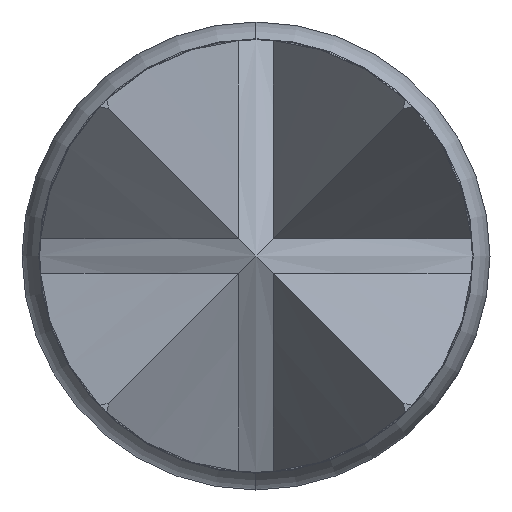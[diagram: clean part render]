
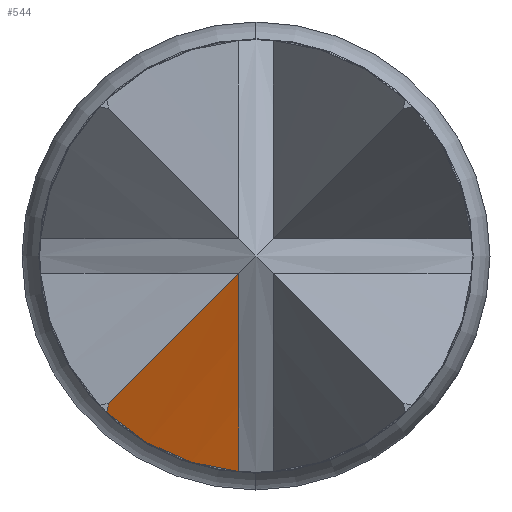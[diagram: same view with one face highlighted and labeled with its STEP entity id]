
A CAD part, left-side view. The second image highlights one B-rep face of the part: STEP entity #544.
In plain terms, the highlighted free-form (B-spline) face has degree [1, 3] with [2, 4] control points.
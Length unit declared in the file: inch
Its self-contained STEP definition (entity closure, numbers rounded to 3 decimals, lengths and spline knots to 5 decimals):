
#13 = EDGE_CURVE ( 'NONE', #1118, #1461, #1328, .T. ) ;
#23 = EDGE_CURVE ( 'NONE', #1593, #1461, #2200, .T. ) ;
#35 = EDGE_CURVE ( 'NONE', #94, #1593, #42, .T. ) ;
#42 = B_SPLINE_CURVE_WITH_KNOTS ( 'NONE', 3,
 ( #1821, #710, #1749, #1772 ),
 .UNSPECIFIED., .F., .F.,
 ( 4, 4 ),
 ( 0.00034, 0.00037 ),
 .UNSPECIFIED. ) ;
#56 = ORIENTED_EDGE ( 'NONE', *, *, #13, .T. ) ;
#94 = VERTEX_POINT ( 'NONE', #1725 ) ;
#123 = CARTESIAN_POINT ( 'NONE',  ( -0.31, 0.01689, -0.01689 ) ) ;
#171 = CARTESIAN_POINT ( 'NONE',  ( -0.28921, 0.002, -0.002 ) ) ;
#192 = CARTESIAN_POINT ( 'NONE',  ( -0.30901, 0.01618, -0.01618 ) ) ;
#266 = FACE_OUTER_BOUND ( 'NONE', #1243, .T. ) ;
#288 = CARTESIAN_POINT ( 'NONE',  ( -0.28197, 0.00392, -0.02456 ) ) ;
#369 = AXIS2_PLACEMENT_3D ( 'NONE', #2124, #2159, #2102 ) ;
#383 = CARTESIAN_POINT ( 'NONE',  ( -0.30858, 0.01658, -0.01853 ) ) ;
#384 = CARTESIAN_POINT ( 'NONE',  ( -0.2783, 0.002, -0.02477 ) ) ;
#418 = EDGE_CURVE ( 'NONE', #1118, #94, #1395, .T. ) ;
#512 = CARTESIAN_POINT ( 'NONE',  ( -0.31, 0.01689, -0.01689 ) ) ;
#544 = ADVANCED_FACE ( 'NONE', ( #266 ), #775, .T. ) ;
#563 = CARTESIAN_POINT ( 'NONE',  ( -0.28013, 0.00297, -0.02469 ) ) ;
#648 = CARTESIAN_POINT ( 'NONE',  ( -0.29666, 0.0112, -0.0222 ) ) ;
#710 = CARTESIAN_POINT ( 'NONE',  ( -0.31, 0.01708, -0.0176 ) ) ;
#744 = CARTESIAN_POINT ( 'NONE',  ( -0.30209, 0.01122, -0.01122 ) ) ;
#748 = CARTESIAN_POINT ( 'NONE',  ( -0.30704, 0.01477, -0.01477 ) ) ;
#775 =( BOUNDED_SURFACE ( )  B_SPLINE_SURFACE ( 1, 3, ( 
 ( #1276, #1304, #1306, #1308 ),
 ( #1309, #1313, #1314, #1317 ) ),
 .UNSPECIFIED., .F., .F., .T. ) 
 B_SPLINE_SURFACE_WITH_KNOTS ( ( 2, 2 ),
 ( 4, 4 ),
 ( 0., 1. ),
 ( 0., 1. ),
 .UNSPECIFIED. ) 
 GEOMETRIC_REPRESENTATION_ITEM ( )  RATIONAL_B_SPLINE_SURFACE ( (
 ( 1., 1., 1., 1.),
 ( 1., 1., 1., 1.) ) ) 
 REPRESENTATION_ITEM ( '' )  SURFACE ( )  );
#811 = CARTESIAN_POINT ( 'NONE',  ( -0.2838, 0.00486, -0.02437 ) ) ;
#830 = CARTESIAN_POINT ( 'NONE',  ( -0.28564, 0.0058, -0.02418 ) ) ;
#840 = CARTESIAN_POINT ( 'NONE',  ( -0.28748, 0.00673, -0.02394 ) ) ;
#870 = CARTESIAN_POINT ( 'NONE',  ( -0.29849, 0.01206, -0.02175 ) ) ;
#874 = CARTESIAN_POINT ( 'NONE',  ( -0.30031, 0.0129, -0.02124 ) ) ;
#875 = CARTESIAN_POINT ( 'NONE',  ( -0.30212, 0.01373, -0.02073 ) ) ;
#877 = CARTESIAN_POINT ( 'NONE',  ( -0.30392, 0.01455, -0.02017 ) ) ;
#878 = CARTESIAN_POINT ( 'NONE',  ( -0.30571, 0.01533, -0.01956 ) ) ;
#883 = CARTESIAN_POINT ( 'NONE',  ( -0.30715, 0.01596, -0.01906 ) ) ;
#891 = CARTESIAN_POINT ( 'NONE',  ( -0.31, 0.01717, -0.01796 ) ) ;
#918 = CARTESIAN_POINT ( 'NONE',  ( -0.28932, 0.00764, -0.02365 ) ) ;
#1047 = CARTESIAN_POINT ( 'NONE',  ( -0.29115, 0.00855, -0.02335 ) ) ;
#1118 = VERTEX_POINT ( 'NONE', #1994 ) ;
#1180 = CARTESIAN_POINT ( 'NONE',  ( -0.29299, 0.00945, -0.023 ) ) ;
#1243 = EDGE_LOOP ( 'NONE', ( #2241, #56, #1839, #1953 ) ) ;
#1276 = CARTESIAN_POINT ( 'NONE',  ( -0.30002, 0.01727, -0.0399 ) ) ;
#1304 = CARTESIAN_POINT ( 'NONE',  ( -0.30327, 0.01727, -0.0322 ) ) ;
#1306 = CARTESIAN_POINT ( 'NONE',  ( -0.30679, 0.01727, -0.02462 ) ) ;
#1308 = CARTESIAN_POINT ( 'NONE',  ( -0.31058, 0.01727, -0.01716 ) ) ;
#1309 = CARTESIAN_POINT ( 'NONE',  ( -0.27824, 0.002, -0.02492 ) ) ;
#1313 = CARTESIAN_POINT ( 'NONE',  ( -0.28184, 0.002, -0.0167 ) ) ;
#1314 = CARTESIAN_POINT ( 'NONE',  ( -0.28573, 0.002, -0.00862 ) ) ;
#1317 = CARTESIAN_POINT ( 'NONE',  ( -0.2899, 0.002, -0.00068 ) ) ;
#1320 = CARTESIAN_POINT ( 'NONE',  ( -0.29482, 0.01033, -0.0226 ) ) ;
#1328 = CIRCLE ( 'NONE', #369, 0.38183 ) ;
#1375 = CARTESIAN_POINT ( 'NONE',  ( -0.28921, 0.002, -0.002 ) ) ;
#1376 = CARTESIAN_POINT ( 'NONE',  ( -0.29119, 0.00342, -0.00342 ) ) ;
#1386 = CARTESIAN_POINT ( 'NONE',  ( -0.29318, 0.00484, -0.00484 ) ) ;
#1395 = B_SPLINE_CURVE_WITH_KNOTS ( 'NONE', 3,
 ( #384, #563, #288, #811, #830, #840, #918, #1047, #1180, #1320, #648, #870, #874, #875, #877, #878, #883, #383, #891 ),
 .UNSPECIFIED., .F., .F.,
 ( 4, 3, 3, 3, 3, 3, 4 ),
 ( 0., 0.00016, 0.00032, 0.00047, 0.00063, 0.00079, 0.00091 ),
 .UNSPECIFIED. ) ;
#1461 = VERTEX_POINT ( 'NONE', #171 ) ;
#1593 = VERTEX_POINT ( 'NONE', #123 ) ;
#1725 = CARTESIAN_POINT ( 'NONE',  ( -0.31, 0.01717, -0.01796 ) ) ;
#1735 = CARTESIAN_POINT ( 'NONE',  ( -0.29615, 0.00697, -0.00697 ) ) ;
#1743 = CARTESIAN_POINT ( 'NONE',  ( -0.29714, 0.00767, -0.00767 ) ) ;
#1744 = CARTESIAN_POINT ( 'NONE',  ( -0.29813, 0.00838, -0.00838 ) ) ;
#1749 = CARTESIAN_POINT ( 'NONE',  ( -0.31, 0.01699, -0.01725 ) ) ;
#1769 = CARTESIAN_POINT ( 'NONE',  ( -0.29912, 0.00909, -0.00909 ) ) ;
#1772 = CARTESIAN_POINT ( 'NONE',  ( -0.31, 0.01689, -0.01689 ) ) ;
#1821 = CARTESIAN_POINT ( 'NONE',  ( -0.31, 0.01717, -0.01796 ) ) ;
#1839 = ORIENTED_EDGE ( 'NONE', *, *, #23, .F. ) ;
#1869 = CARTESIAN_POINT ( 'NONE',  ( -0.29516, 0.00626, -0.00626 ) ) ;
#1953 = ORIENTED_EDGE ( 'NONE', *, *, #35, .F. ) ;
#1957 = CARTESIAN_POINT ( 'NONE',  ( -0.30011, 0.0098, -0.0098 ) ) ;
#1980 = CARTESIAN_POINT ( 'NONE',  ( -0.3011, 0.01051, -0.01051 ) ) ;
#1994 = CARTESIAN_POINT ( 'NONE',  ( -0.2783, 0.002, -0.02477 ) ) ;
#2006 = CARTESIAN_POINT ( 'NONE',  ( -0.30308, 0.01193, -0.01193 ) ) ;
#2017 = CARTESIAN_POINT ( 'NONE',  ( -0.30407, 0.01264, -0.01264 ) ) ;
#2067 = CARTESIAN_POINT ( 'NONE',  ( -0.30605, 0.01406, -0.01406 ) ) ;
#2102 = DIRECTION ( 'NONE',  ( 0., 0., -1. ) ) ;
#2106 = CARTESIAN_POINT ( 'NONE',  ( -0.30803, 0.01548, -0.01548 ) ) ;
#2124 = CARTESIAN_POINT ( 'NONE',  ( -0.62791, 0.002, -0.17829 ) ) ;
#2159 = DIRECTION ( 'NONE',  ( 0., -1., 0. ) ) ;
#2200 = B_SPLINE_CURVE_WITH_KNOTS ( 'NONE', 3,
 ( #512, #192, #2106, #748, #2067, #2260, #2017, #2006, #744, #1980, #1957, #1769, #1744, #1743, #1735, #1869, #1386, #1376, #1375 ),
 .UNSPECIFIED., .F., .F.,
 ( 4, 3, 3, 3, 3, 3, 4 ),
 ( 0.00011, 0.00021, 0.00032, 0.00043, 0.00054, 0.00064, 0.00086 ),
 .UNSPECIFIED. ) ;
#2241 = ORIENTED_EDGE ( 'NONE', *, *, #418, .F. ) ;
#2260 = CARTESIAN_POINT ( 'NONE',  ( -0.30506, 0.01335, -0.01335 ) ) ;
